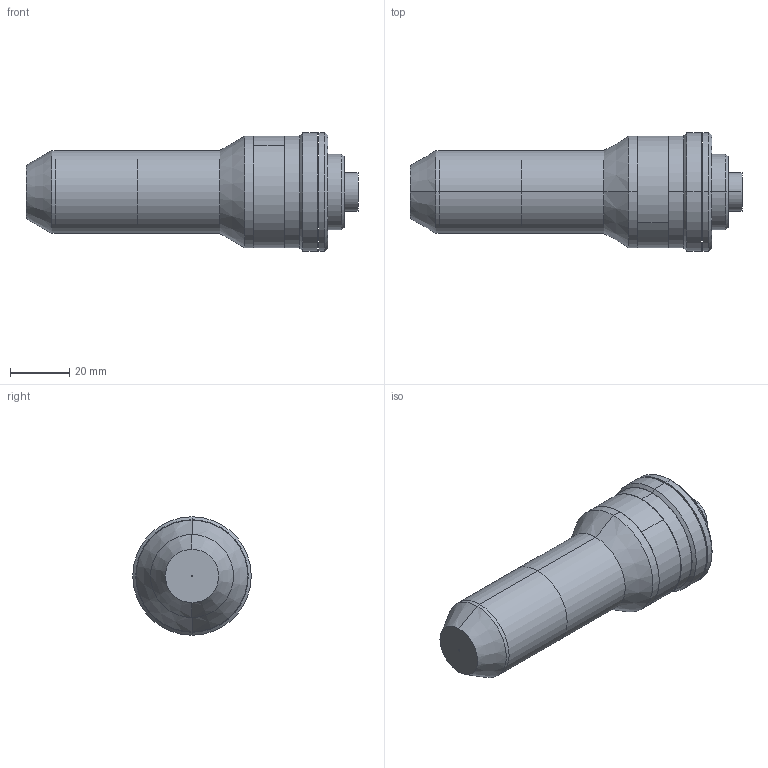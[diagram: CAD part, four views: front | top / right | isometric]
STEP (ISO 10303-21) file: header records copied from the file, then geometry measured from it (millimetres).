
FILE_DESCRIPTION (( 'STEP AP203' ), '1' );
FILE_NAME ('DP18341-B_PCHI013.step', '2021-12-13T14:00:43', ( '' ), ( '' ), 'SwSTEP 2.0', 'SolidWorks 2021', '' );
FILE_SCHEMA (( 'CONFIG_CONTROL_DESIGN' ));
Length unit declared in the file: millimetre
Products named in the file (1): DP18341-B_PCHI013
Bounding box: 112.09 x 40 x 40 mm (x, y, z)
Surface area: 17199.5 mm2 (no closed solid volume)
Topology: 0 solids, 11 shells, 54 faces, 138 edges, 100 vertices
Faces by surface type: cylinder 26, plane 14, cone 10, sphere 4
Entity records: 1783 total; most frequent: DIRECTION 350, CARTESIAN_POINT 293, ORIENTED_EDGE 224, AXIS2_PLACEMENT_3D 157, EDGE_CURVE 138, CIRCLE 102, VERTEX_POINT 100, EDGE_LOOP 74
